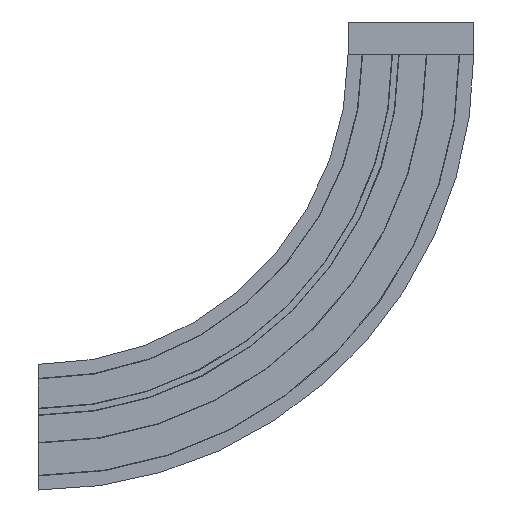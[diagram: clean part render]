
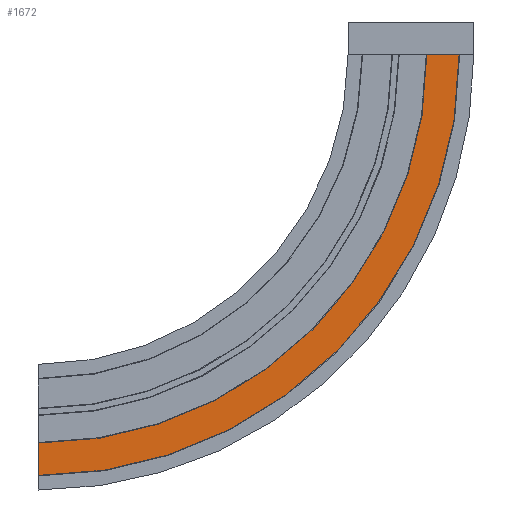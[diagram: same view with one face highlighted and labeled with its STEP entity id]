
A CAD part, front view. The second image highlights one B-rep face of the part: STEP entity #1672.
In plain terms, the highlighted planar face has unit normal (0, -1, 0).
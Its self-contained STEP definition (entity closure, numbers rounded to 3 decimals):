
#20 = CIRCLE ( 'NONE', #1164, 896.7 ) ;
#37 = CARTESIAN_POINT ( 'NONE',  ( 0., -26., -971.3 ) ) ;
#49 = EDGE_LOOP ( 'NONE', ( #598, #1719, #130, #1886 ) ) ;
#66 = DIRECTION ( 'NONE',  ( 0., -1., 0. ) ) ;
#74 = EDGE_CURVE ( 'NONE', #782, #1772, #147, .T. ) ;
#77 = CARTESIAN_POINT ( 'NONE',  ( 0., -26., 0. ) ) ;
#121 = DIRECTION ( 'NONE',  ( 0., 0., -1. ) ) ;
#130 = ORIENTED_EDGE ( 'NONE', *, *, #992, .F. ) ;
#147 = LINE ( 'NONE', #1831, #519 ) ;
#156 = DIRECTION ( 'NONE',  ( 0., 0., -1. ) ) ;
#212 = LINE ( 'NONE', #1281, #466 ) ;
#259 = DIRECTION ( 'NONE',  ( 0., -1., 0. ) ) ;
#265 = CIRCLE ( 'NONE', #1901, 971.3 ) ;
#402 = FACE_OUTER_BOUND ( 'NONE', #49, .T. ) ;
#436 = VERTEX_POINT ( 'NONE', #1972 ) ;
#466 = VECTOR ( 'NONE', #949, 1000. ) ;
#519 = VECTOR ( 'NONE', #156, 1000. ) ;
#565 = EDGE_CURVE ( 'NONE', #1772, #436, #265, .T. ) ;
#598 = ORIENTED_EDGE ( 'NONE', *, *, #565, .T. ) ;
#664 = CARTESIAN_POINT ( 'NONE',  ( 0., -26., -896.7 ) ) ;
#683 = DIRECTION ( 'NONE',  ( 0., 0., -1. ) ) ;
#782 = VERTEX_POINT ( 'NONE', #664 ) ;
#868 = CARTESIAN_POINT ( 'NONE',  ( 0., -26., 0. ) ) ;
#949 = DIRECTION ( 'NONE',  ( 1., 0., 0. ) ) ;
#992 = EDGE_CURVE ( 'NONE', #782, #1737, #20, .T. ) ;
#1049 = CARTESIAN_POINT ( 'NONE',  ( 896.7, -26., 0. ) ) ;
#1068 = EDGE_CURVE ( 'NONE', #1737, #436, #212, .T. ) ;
#1164 = AXIS2_PLACEMENT_3D ( 'NONE', #77, #66, #683 ) ;
#1186 = DIRECTION ( 'NONE',  ( 0., 0., -1. ) ) ;
#1281 = CARTESIAN_POINT ( 'NONE',  ( 896.7, -26., 0. ) ) ;
#1485 = CARTESIAN_POINT ( 'NONE',  ( 0., -26., -896.7 ) ) ;
#1486 = DIRECTION ( 'NONE',  ( 0., -1., 0. ) ) ;
#1509 = AXIS2_PLACEMENT_3D ( 'NONE', #1485, #259, #1186 ) ;
#1672 = ADVANCED_FACE ( 'NONE', ( #402 ), #1969, .T. ) ;
#1719 = ORIENTED_EDGE ( 'NONE', *, *, #1068, .F. ) ;
#1737 = VERTEX_POINT ( 'NONE', #1049 ) ;
#1772 = VERTEX_POINT ( 'NONE', #37 ) ;
#1831 = CARTESIAN_POINT ( 'NONE',  ( 0., -26., -896.7 ) ) ;
#1886 = ORIENTED_EDGE ( 'NONE', *, *, #74, .T. ) ;
#1901 = AXIS2_PLACEMENT_3D ( 'NONE', #868, #1486, #121 ) ;
#1969 = PLANE ( 'NONE',  #1509 ) ;
#1972 = CARTESIAN_POINT ( 'NONE',  ( 971.3, -26., 0. ) ) ;
